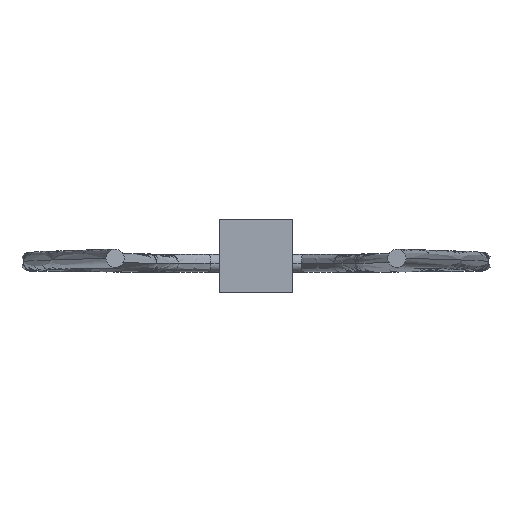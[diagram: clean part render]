
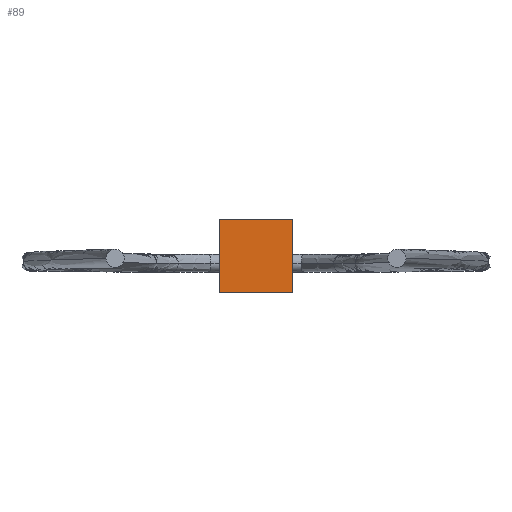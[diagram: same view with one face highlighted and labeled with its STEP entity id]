
A CAD part, top view. The second image highlights one B-rep face of the part: STEP entity #89.
In plain terms, the highlighted planar face has unit normal (0, 0, 1).
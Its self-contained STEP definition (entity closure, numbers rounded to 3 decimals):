
#47 = VERTEX_POINT ( 'NONE', #573 ) ;
#54 = VERTEX_POINT ( 'NONE', #620 ) ;
#55 = VERTEX_POINT ( 'NONE', #539 ) ;
#58 = VERTEX_POINT ( 'NONE', #546 ) ;
#89 = ADVANCED_FACE ( 'NONE', ( #1453 ), #1170, .F. ) ;
#539 = CARTESIAN_POINT ( 'NONE',  ( 1., 2., 1. ) ) ;
#546 = CARTESIAN_POINT ( 'NONE',  ( -1., 2., 1. ) ) ;
#573 = CARTESIAN_POINT ( 'NONE',  ( -1., 0., 1. ) ) ;
#620 = CARTESIAN_POINT ( 'NONE',  ( 1., 0., 1. ) ) ;
#955 = ORIENTED_EDGE ( 'NONE', *, *, #1078, .T. ) ;
#956 = ORIENTED_EDGE ( 'NONE', *, *, #1079, .F. ) ;
#957 = ORIENTED_EDGE ( 'NONE', *, *, #1080, .F. ) ;
#958 = ORIENTED_EDGE ( 'NONE', *, *, #1050, .T. ) ;
#1017 = EDGE_LOOP ( 'NONE', ( #955, #956, #957, #958 ) ) ;
#1050 = EDGE_CURVE ( 'NONE', #58, #47, #1492, .T. ) ;
#1078 = EDGE_CURVE ( 'NONE', #47, #54, #1517, .T. ) ;
#1079 = EDGE_CURVE ( 'NONE', #55, #54, #1518, .T. ) ;
#1080 = EDGE_CURVE ( 'NONE', #58, #55, #1513, .T. ) ;
#1170 = PLANE ( 'NONE',  #1408 ) ;
#1188 = CARTESIAN_POINT ( 'NONE',  ( -1., 2., 1. ) ) ;
#1189 = DIRECTION ( 'NONE',  ( 0., 0., -1. ) ) ;
#1190 = DIRECTION ( 'NONE',  ( -1., 0., 0. ) ) ;
#1356 = CARTESIAN_POINT ( 'NONE',  ( -1., 2., 1. ) ) ;
#1363 = DIRECTION ( 'NONE',  ( 0., -1., 0. ) ) ;
#1408 = AXIS2_PLACEMENT_3D ( 'NONE', #1188, #1189, #1190 ) ;
#1453 = FACE_OUTER_BOUND ( 'NONE', #1017, .T. ) ;
#1492 = LINE ( 'NONE', #1356, #1493 ) ;
#1493 = VECTOR ( 'NONE', #1363, 1000. ) ;
#1513 = LINE ( 'NONE', #1688, #1523 ) ;
#1517 = LINE ( 'NONE', #1684, #1519 ) ;
#1518 = LINE ( 'NONE', #1692, #1521 ) ;
#1519 = VECTOR ( 'NONE', #1680, 1000. ) ;
#1521 = VECTOR ( 'NONE', #1694, 1000. ) ;
#1523 = VECTOR ( 'NONE', #1695, 1000. ) ;
#1680 = DIRECTION ( 'NONE',  ( 1., 0., 0. ) ) ;
#1684 = CARTESIAN_POINT ( 'NONE',  ( -1., 0., 1. ) ) ;
#1688 = CARTESIAN_POINT ( 'NONE',  ( -1., 2., 1. ) ) ;
#1692 = CARTESIAN_POINT ( 'NONE',  ( 1., 2., 1. ) ) ;
#1694 = DIRECTION ( 'NONE',  ( 0., -1., 0. ) ) ;
#1695 = DIRECTION ( 'NONE',  ( 1., 0., 0. ) ) ;
